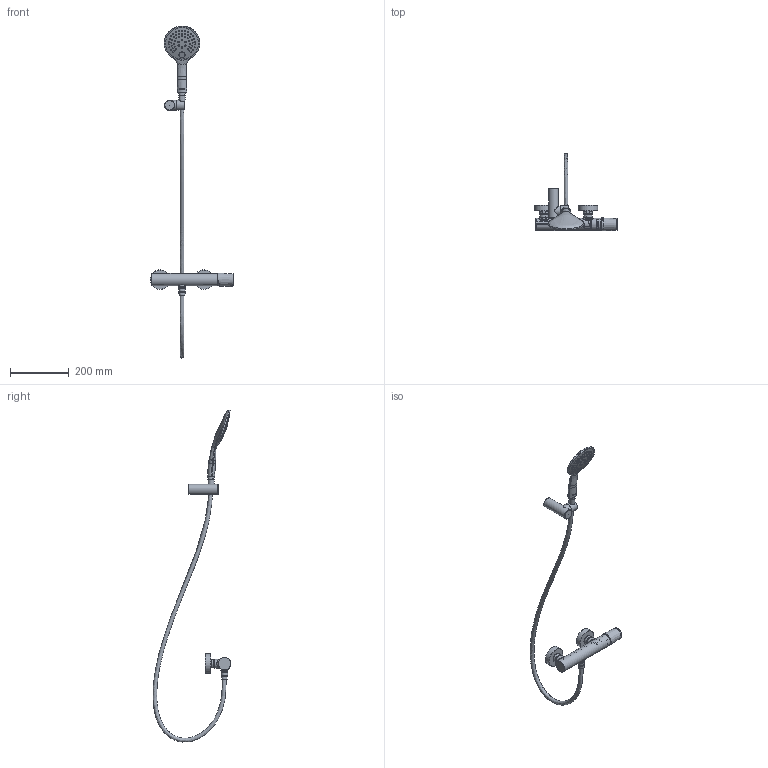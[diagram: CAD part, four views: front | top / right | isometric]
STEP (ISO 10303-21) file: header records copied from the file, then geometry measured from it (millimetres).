
FILE_DESCRIPTION (( 'STEP AP203' ), '1' );
FILE_NAME ('34DP02446.STEP', '2021-01-04T12:00:18', ( '' ), ( '' ), 'SwSTEP 2.0', 'SolidWorks 2018', '' );
FILE_SCHEMA (( 'CONFIG_CONTROL_DESIGN' ));
Length unit declared in the file: millimetre
Products named in the file (1): 34DP02446
Bounding box: 283.42 x 264.93 x 1129.19 mm (x, y, z)
Volume: 722761.5 mm3; surface area: 252562.5 mm2
Topology: 14 solids, 15 shells, 773 faces, 1709 edges, 1110 vertices
Faces by surface type: bspline 269, plane 157, cylinder 137, sphere 117, cone 62, torus 31
Full cylindrical faces by diameter (mm): 4.2 x1, 5.1 x2, 6.8 x2, 8 x3, 9.5 x1, 10 x1, 10.4 x2, 11 x1, 12.6 x1, 13.6 x1, 14 x1, 15 x1, 16 x2, 16.5 x2, 18 x3, 18.3 x2, 18.968 x1, 19 x1, 19.5 x2, 20.5 x2, 20.65 x2, 20.8 x1, 21 x2, 21.268 x1, 21.5 x1, 24 x3, 24.5 x2, 25 x1, 25.6 x2, 26.4 x2
Entity records: 58109 total; most frequent: CARTESIAN_POINT 45394, ORIENTED_EDGE 2498, DIRECTION 1766, EDGE_LOOP 1257, EDGE_CURVE 1249, FACE_OUTER_BOUND 1032, VERTEX_POINT 964, ADVANCED_FACE 771
